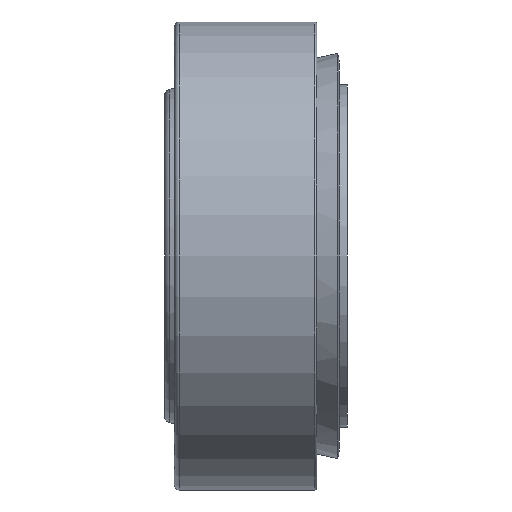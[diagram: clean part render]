
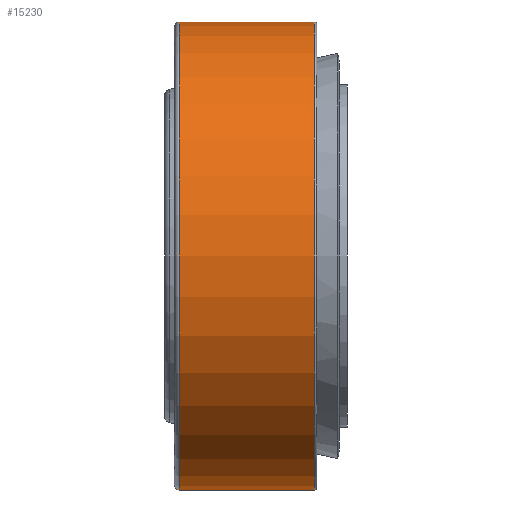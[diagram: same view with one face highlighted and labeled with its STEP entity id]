
A CAD part, front view. The second image highlights one B-rep face of the part: STEP entity #15230.
In plain terms, the highlighted cylindrical face has radius 36.513 mm (diameter 73.025 mm), a partial arc.
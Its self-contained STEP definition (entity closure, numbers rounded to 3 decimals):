
#13656=CARTESIAN_POINT('POINT682',(21.831,0.,
   36.513));
#13657=VERTEX_POINT('VERTEX682',#13656);
#13665=CARTESIAN_POINT('POINT683',(21.831,0.,
   -36.513));
#13666=VERTEX_POINT('VERTEX683',#13665);
#13667=CARTESIAN_POINT('POS1291',(21.831,0.,0.));
#13668=DIRECTION('DIR1749',(-1.,0.,0.));
#13669=DIRECTION('DIR1750',(0.,0.,1.));
#13670=AXIS2_PLACEMENT_3D('AXIS459',#13667,#13668,#13669);
#13671=CIRCLE('ELLIPSE108',#13670,36.513);
#13672=EDGE_CURVE('EDGE1004',#13666,#13657,#13671,.T.);
#15199=CARTESIAN_POINT('POINT747',(0.749,
   0.,36.513));
#15200=VERTEX_POINT('VERTEX747',#15199);
#15201=CARTESIAN_POINT('POS1480',(11.29,0.,
   36.513));
#15202=DIRECTION('DIR2005',(-1.,0.,0.));
#15203=VECTOR('VEC955',#15202,1.);
#15204=LINE('STRAIGHT955',#15201,#15203);
#15205=EDGE_CURVE('EDGE1133',#13657,#15200,#15204,.T.);
#15206=ORIENTED_EDGE('COEDGE2200',*,*,#15205,.T.);
#15207=CARTESIAN_POINT('POINT748',(0.749,
   0.,-36.513));
#15208=VERTEX_POINT('VERTEX748',#15207);
#15209=CARTESIAN_POINT('POS1481',(0.749,0.,
   0.));
#15210=DIRECTION('DIR2006',(-1.,0.,0.));
#15211=DIRECTION('DIR2007',(0.,0.,1.));
#15212=AXIS2_PLACEMENT_3D('AXIS526',#15209,#15210,#15211);
#15213=CIRCLE('ELLIPSE113',#15212,36.513);
#15214=EDGE_CURVE('EDGE1134',#15208,#15200,#15213,.T.);
#15215=ORIENTED_EDGE('COEDGE2201',*,*,#15214,.F.);
#15216=CARTESIAN_POINT('POS1482',(11.29,0.,
   -36.513));
#15217=DIRECTION('DIR2008',(1.,0.,0.));
#15218=VECTOR('VEC956',#15217,1.);
#15219=LINE('STRAIGHT956',#15216,#15218);
#15220=EDGE_CURVE('EDGE1135',#15208,#13666,#15219,.T.);
#15221=ORIENTED_EDGE('COEDGE2202',*,*,#15220,.T.);
#15222=ORIENTED_EDGE('COEDGE2203',*,*,#13672,.T.);
#15223=EDGE_LOOP('NONE',(#15206,#15215,#15221,#15222));
#15224=FACE_BOUND('LOOP1',#15223,.T.);
#15225=CARTESIAN_POINT('POS1483',(11.29,0.,0.));
#15226=DIRECTION('DIR2009',(-1.,0.,0.));
#15227=DIRECTION('DIR2010',(0.,0.,1.));
#15228=AXIS2_PLACEMENT_3D('AXIS527',#15225,#15226,#15227);
#15229=CYLINDRICAL_SURFACE('CONE_SURF54',#15228,36.513);
#15230=ADVANCED_FACE('FACE458',(#15224),#15229,.T.);
